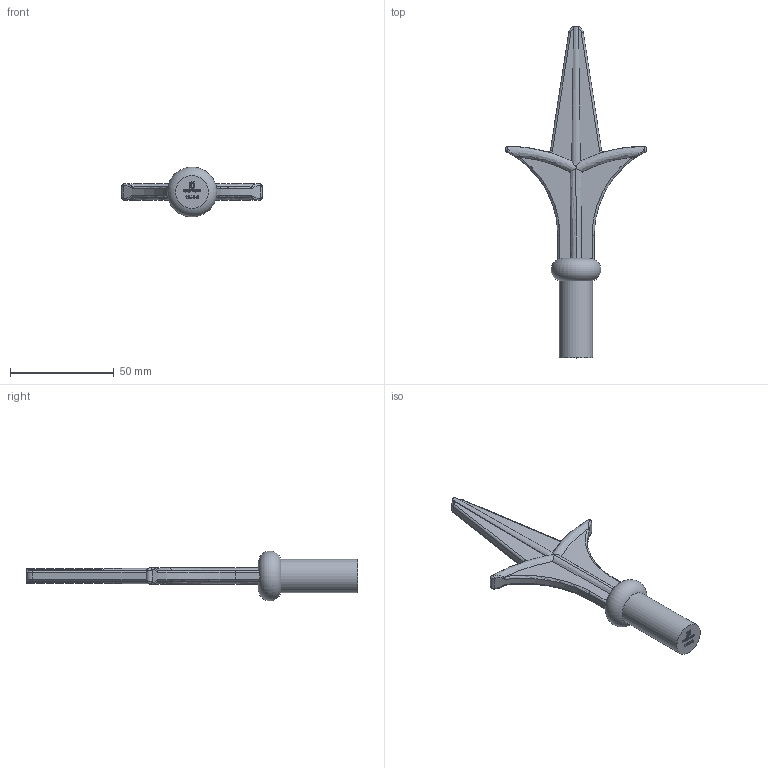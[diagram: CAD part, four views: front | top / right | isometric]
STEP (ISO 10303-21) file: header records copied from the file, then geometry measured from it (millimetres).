
FILE_DESCRIPTION (( 'STEP AP203' ), '1' );
FILE_NAME ('126-B-2.STEP', '2023-05-11T13:26:35', ( '' ), ( '' ), 'SwSTEP 2.0', 'SolidWorks 2018', '' );
FILE_SCHEMA (( 'CONFIG_CONTROL_DESIGN' ));
Length unit declared in the file: millimetre
Products named in the file (1): 126-B-2
Bounding box: 68 x 160 x 23.98 mm (x, y, z)
Volume: 25427.9 mm3; surface area: 9783.6 mm2
Topology: 1 solids, 1 shells, 312 faces, 856 edges, 568 vertices
Faces by surface type: plane 151, bspline 128, cylinder 18, torus 13, cone 2
Full cylindrical faces by diameter (mm): 16 x1
Entity records: 15774 total; most frequent: CARTESIAN_POINT 8763, ORIENTED_EDGE 1704, DIRECTION 970, EDGE_CURVE 852, VERTEX_POINT 566, LINE 480, VECTOR 480, EDGE_LOOP 336
